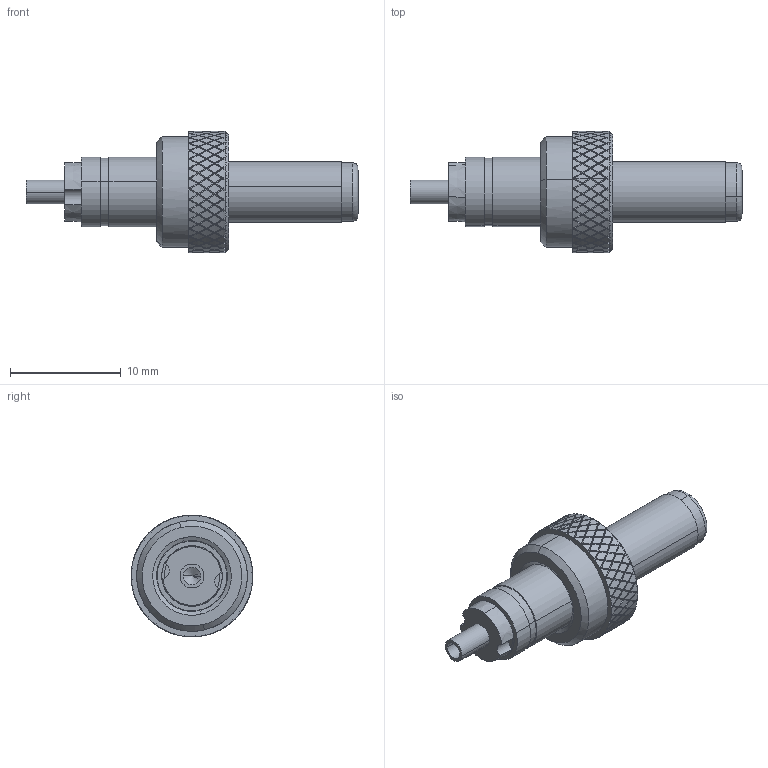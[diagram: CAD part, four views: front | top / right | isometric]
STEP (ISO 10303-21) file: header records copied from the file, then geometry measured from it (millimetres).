
FILE_DESCRIPTION (( 'STEP AP203' ), '1' );
FILE_NAME ('50-00103_revA1.STEP', '2020-09-24T18:30:18', ( '' ), ( '' ), 'SwSTEP 2.0', 'SolidWorks 2015', '' );
FILE_SCHEMA (( 'CONFIG_CONTROL_DESIGN' ));
Length unit declared in the file: millimetre
Products named in the file (7): 50-00103 shell; 50-00103 ring; 50-00103_revA1; 50-00103 pin; 50-00103 insulator; 50-00103 inner shell; 50-00103 shell 2
Assembly tree (6 placements, depth 2):
  50-00103_revA1
    50-00103 inner shell
    50-00103 insulator
    50-00103 pin
    50-00103 ring
    50-00103 shell 2
    50-00103 shell
Bounding box: 30 x 11 x 11 mm (x, y, z)
Volume: 968.2 mm3; surface area: 2762.5 mm2
Topology: 6 solids, 6 shells, 1560 faces, 3497 edges, 1959 vertices
Faces by surface type: bspline 722, plane 532, cylinder 275, cone 25, torus 6
Entity records: 66562 total; most frequent: CARTESIAN_POINT 39424, ORIENTED_EDGE 6990, EDGE_CURVE 3495, B_SPLINE_CURVE_WITH_KNOTS 2777, DIRECTION 2617, VERTEX_POINT 1959, EDGE_LOOP 1582, FACE_OUTER_BOUND 1560
